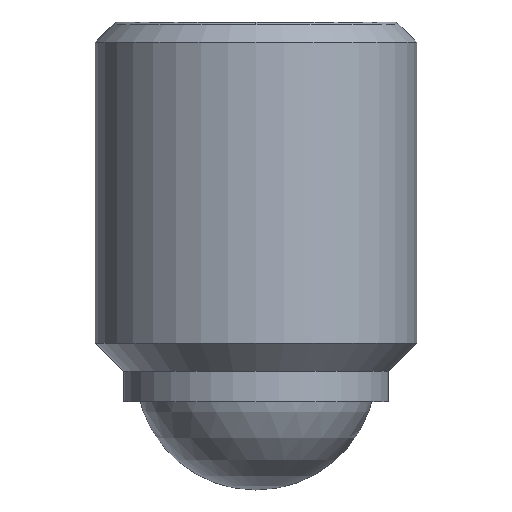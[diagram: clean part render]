
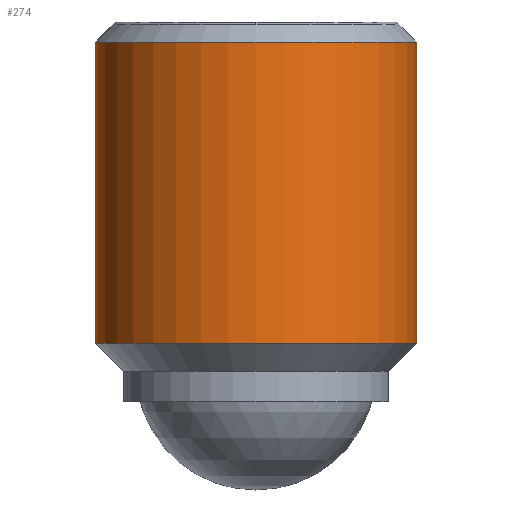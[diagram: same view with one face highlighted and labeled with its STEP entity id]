
A CAD part, front view. The second image highlights one B-rep face of the part: STEP entity #274.
In plain terms, the highlighted cylindrical face has radius 8 mm (diameter 16 mm), a partial arc.
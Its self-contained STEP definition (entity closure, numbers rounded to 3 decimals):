
#164=VERTEX_POINT('',#384);
#182=VERTEX_POINT('',#404);
#262=VERTEX_POINT('',#496);
#274=ADVANCED_FACE('',(#509),#510,.T.);
#300=EDGE_CURVE('',#164,#322,#537,.T.);
#304=EDGE_CURVE('',#262,#164,#541,.T.);
#314=EDGE_CURVE('',#182,#322,#552,.T.);
#322=VERTEX_POINT('',#562);
#324=EDGE_CURVE('',#182,#262,#564,.T.);
#384=CARTESIAN_POINT('',(8.,0.,-1.));
#404=CARTESIAN_POINT('',(-8.,0.,-16.0));
#496=CARTESIAN_POINT('',(-8.,0.,-1.));
#509=FACE_OUTER_BOUND('',#830,.T.);
#510=CYLINDRICAL_SURFACE('',#831,8.0);
#537=LINE('',#879,#880);
#541=CIRCLE('',#886,8.0);
#552=CIRCLE('',#902,8.0);
#562=CARTESIAN_POINT('',(8.,0.,-16.0));
#564=LINE('',#915,#916);
#830=EDGE_LOOP('',(#1116,#1117,#1118,#1119));
#831=AXIS2_PLACEMENT_3D('',#1120,#1121,#1122);
#879=CARTESIAN_POINT('',(8.,0.,-8.5));
#880=VECTOR('',#1140,1.0);
#886=AXIS2_PLACEMENT_3D('',#1144,#1145,#1146);
#902=AXIS2_PLACEMENT_3D('',#1157,#1158,#1159);
#915=CARTESIAN_POINT('',(-8.,0.,-8.5));
#916=VECTOR('',#1176,1.0);
#1116=ORIENTED_EDGE('',*,*,#324,.F.);
#1117=ORIENTED_EDGE('',*,*,#314,.T.);
#1118=ORIENTED_EDGE('',*,*,#300,.F.);
#1119=ORIENTED_EDGE('',*,*,#304,.F.);
#1120=CARTESIAN_POINT('',(0.,0.,-8.5));
#1121=DIRECTION('',(-0.0,-0.0,-1.0));
#1122=DIRECTION('',(-1.0,0.,0.0));
#1140=DIRECTION('',(-0.0,-0.0,-1.0));
#1144=CARTESIAN_POINT('',(0.,0.,-1.));
#1145=DIRECTION('',(0.0,0.0,1.0));
#1146=DIRECTION('',(-1.0,0.,0.0));
#1157=CARTESIAN_POINT('',(0.,0.,-16.0));
#1158=DIRECTION('',(0.0,0.0,1.0));
#1159=DIRECTION('',(-1.0,0.,0.0));
#1176=DIRECTION('',(0.0,0.0,1.0));
